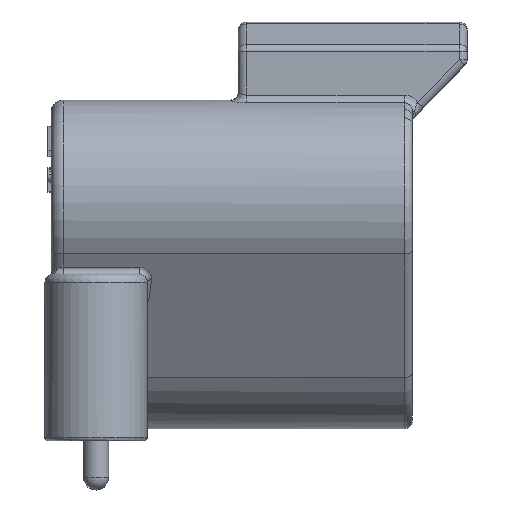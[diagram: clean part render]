
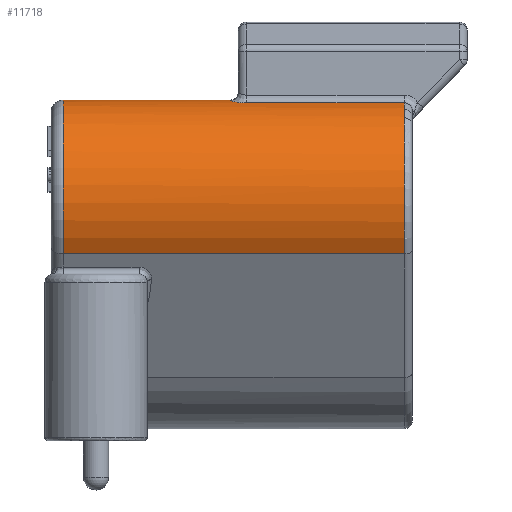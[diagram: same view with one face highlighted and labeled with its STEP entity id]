
A CAD part, left-side view. The second image highlights one B-rep face of the part: STEP entity #11718.
In plain terms, the highlighted cylindrical face has radius 6.38 mm (diameter 12.76 mm), a partial arc.
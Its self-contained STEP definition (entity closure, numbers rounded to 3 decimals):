
#987=CARTESIAN_POINT('',(-5.932,0.5,8.758));
#1003=CARTESIAN_POINT('',(-4.429,0.5,2.557));
#1004=DIRECTION('',(0.,-1.,0.));
#1005=DIRECTION('',(-0.236,0.,0.972));
#1006=AXIS2_PLACEMENT_3D('',#1003,#1004,#1005);
#1214=DIRECTION('',(0.,-1.,0.));
#1215=VECTOR('',#1214,9.82);
#1216=CARTESIAN_POINT('',(-5.932,10.32,8.758));
#1217=LINE('',#1216,#1215);
#1218=DIRECTION('',(0.,-1.,0.));
#1219=VECTOR('',#1218,21.21);
#1220=CARTESIAN_POINT('',(-9.954,21.71,-0.633));
#1221=LINE('',#1220,#1219);
#1222=DIRECTION('',(0.,1.,0.));
#1223=VECTOR('',#1222,10.39);
#1224=CARTESIAN_POINT('',(-4.429,11.32,8.937));
#1225=LINE('',#1224,#1223);
#1226=CARTESIAN_POINT('',(-4.429,11.32,2.557));
#1227=DIRECTION('',(0.,-1.,0.));
#1228=DIRECTION('',(0.,0.,1.));
#1229=AXIS2_PLACEMENT_3D('',#1226,#1227,#1228);
#1231=CARTESIAN_POINT('',(-5.005,11.32,8.911));
#1232=CARTESIAN_POINT('',(-5.079,11.32,8.904));
#1233=CARTESIAN_POINT('',(-5.224,11.301,8.889));
#1234=CARTESIAN_POINT('',(-5.439,11.215,8.858));
#1235=CARTESIAN_POINT('',(-5.628,11.073,8.824));
#1236=CARTESIAN_POINT('',(-5.766,10.904,8.796));
#1237=CARTESIAN_POINT('',(-5.855,10.733,8.776));
#1238=CARTESIAN_POINT('',(-5.914,10.549,8.762));
#1239=CARTESIAN_POINT('',(-5.932,10.4,8.758));
#1240=CARTESIAN_POINT('',(-5.932,10.32,8.758));
#3650=CARTESIAN_POINT('',(-4.429,21.71,2.557));
#3651=DIRECTION('',(0.,1.,0.));
#3652=DIRECTION('',(-0.866,0.,-0.5));
#3653=AXIS2_PLACEMENT_3D('',#3650,#3651,#3652);
#8496=CARTESIAN_POINT('',(-4.429,21.71,8.937));
#8497=VERTEX_POINT('',#8496);
#8534=CARTESIAN_POINT('',(-9.954,21.71,-0.633));
#8535=VERTEX_POINT('',#8534);
#8558=CARTESIAN_POINT('',(-9.954,0.5,-0.633));
#8560=VERTEX_POINT('',#8558);
#8795=VERTEX_POINT('',#987);
#8797=CARTESIAN_POINT('',(-5.932,10.32,8.758));
#8798=VERTEX_POINT('',#8797);
#8803=VERTEX_POINT('',#1231);
#8805=CARTESIAN_POINT('',(-4.429,11.32,8.937));
#8806=VERTEX_POINT('',#8805);
#11699=CARTESIAN_POINT('',(-4.429,17.4,2.557));
#11700=DIRECTION('',(0.,-1.,0.));
#11701=DIRECTION('',(0.,0.,-1.));
#11702=AXIS2_PLACEMENT_3D('',#11699,#11700,#11701);
#11703=CYLINDRICAL_SURFACE('',#11702,6.38);
#11705=ORIENTED_EDGE('',*,*,#11704,.T.);
#11706=ORIENTED_EDGE('',*,*,#11292,.T.);
#11708=ORIENTED_EDGE('',*,*,#11707,.F.);
#11710=ORIENTED_EDGE('',*,*,#11709,.T.);
#11712=ORIENTED_EDGE('',*,*,#11711,.F.);
#11714=ORIENTED_EDGE('',*,*,#11713,.T.);
#11715=ORIENTED_EDGE('',*,*,#11689,.T.);
#11716=EDGE_LOOP('',(#11705,#11706,#11708,#11710,#11712,#11714,#11715));
#11717=FACE_OUTER_BOUND('',#11716,.F.);
#11718=ADVANCED_FACE('',(#11717),#11703,.T.);
#1007=CIRCLE('',#1006,6.38);
#1230=CIRCLE('',#1229,6.38);
#1241=B_SPLINE_CURVE_WITH_KNOTS('',3,(#1231,#1232,#1233,#1234,#1235,#1236,#1237,
#1238,#1239,#1240),.UNSPECIFIED.,.F.,.F.,(4,1,1,1,1,1,1,4),(0.,
0.143,0.286,0.429,0.571,
0.714,0.857,1.),.UNSPECIFIED.);
#3654=CIRCLE('',#3653,6.38);
#11292=EDGE_CURVE('',#8795,#8560,#1007,.T.);
#11689=EDGE_CURVE('',#8803,#8798,#1241,.T.);
#11704=EDGE_CURVE('',#8798,#8795,#1217,.T.);
#11707=EDGE_CURVE('',#8535,#8560,#1221,.T.);
#11709=EDGE_CURVE('',#8535,#8497,#3654,.T.);
#11711=EDGE_CURVE('',#8806,#8497,#1225,.T.);
#11713=EDGE_CURVE('',#8806,#8803,#1230,.T.);
